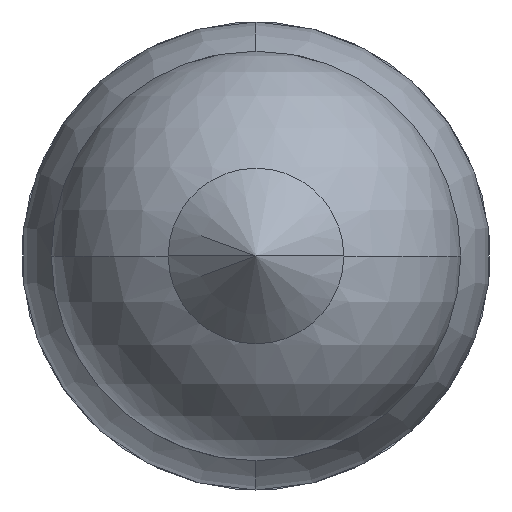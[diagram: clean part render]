
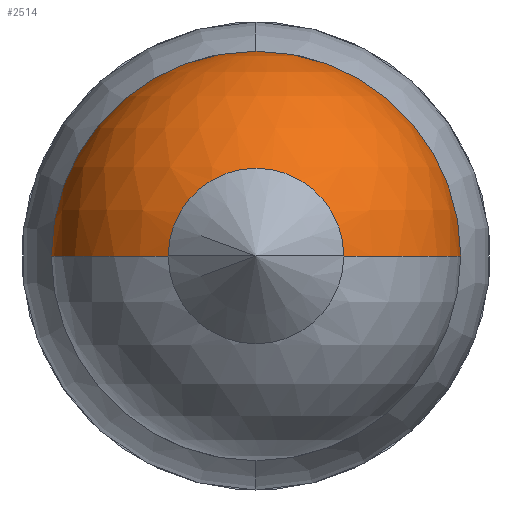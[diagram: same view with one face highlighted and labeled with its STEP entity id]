
A CAD part, front view. The second image highlights one B-rep face of the part: STEP entity #2514.
In plain terms, the highlighted spherical face has radius 0.35 mm.
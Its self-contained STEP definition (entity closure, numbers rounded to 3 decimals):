
#90 = CIRCLE ( 'NONE', #519, 0.35 ) ;
#91 = CARTESIAN_POINT ( 'NONE',  ( 0.35, -13.694, 0. ) ) ;
#98 = AXIS2_PLACEMENT_3D ( 'NONE', #1492, #420, #1066 ) ;
#179 = ORIENTED_EDGE ( 'NONE', *, *, #2200, .F. ) ;
#241 = DIRECTION ( 'NONE',  ( 0., 1., 0. ) ) ;
#362 = AXIS2_PLACEMENT_3D ( 'NONE', #2337, #1672, #1715 ) ;
#392 = CARTESIAN_POINT ( 'NONE',  ( 0.15, -14.01, 0. ) ) ;
#408 = CIRCLE ( 'NONE', #2222, 0.35 ) ;
#420 = DIRECTION ( 'NONE',  ( 0., 0., 1. ) ) ;
#493 = FACE_OUTER_BOUND ( 'NONE', #660, .T. ) ;
#502 = DIRECTION ( 'NONE',  ( 0., 0., 1. ) ) ;
#519 = AXIS2_PLACEMENT_3D ( 'NONE', #2495, #762, #565 ) ;
#565 = DIRECTION ( 'NONE',  ( -1., 0., 0. ) ) ;
#660 = EDGE_LOOP ( 'NONE', ( #2669, #2009, #2166, #2633, #179 ) ) ;
#762 = DIRECTION ( 'NONE',  ( 0., 0., -1. ) ) ;
#784 = DIRECTION ( 'NONE',  ( 0., 0., -1. ) ) ;
#932 = VERTEX_POINT ( 'NONE', #91 ) ;
#1066 = DIRECTION ( 'NONE',  ( 1., 0., 0. ) ) ;
#1241 = VERTEX_POINT ( 'NONE', #392 ) ;
#1492 = CARTESIAN_POINT ( 'NONE',  ( 0., -13.694, 0. ) ) ;
#1519 = EDGE_CURVE ( 'Defeature ausgef�hrt1_4+Defeature ausgef�hrt1_0+Defeature ausgef�hrt1_0+Defeature ausgef�hrt1_0', #1655, #932, #408, .T. ) ;
#1649 = DIRECTION ( 'NONE',  ( 1., 0., 0. ) ) ;
#1655 = VERTEX_POINT ( 'NONE', #2466 ) ;
#1672 = DIRECTION ( 'NONE',  ( 0., 1., 0. ) ) ;
#1715 = DIRECTION ( 'NONE',  ( -1., 0., 0. ) ) ;
#1737 = CARTESIAN_POINT ( 'NONE',  ( -0.35, -13.694, 0. ) ) ;
#1771 = CIRCLE ( 'NONE', #98, 0.35 ) ;
#1788 = CARTESIAN_POINT ( 'NONE',  ( 0., -13.694, 0. ) ) ;
#1817 = VERTEX_POINT ( 'NONE', #2573 ) ;
#1847 = CARTESIAN_POINT ( 'NONE',  ( 0., -13.694, 0. ) ) ;
#1923 = CIRCLE ( 'NONE', #2045, 0.35 ) ;
#2009 = ORIENTED_EDGE ( 'NONE', *, *, #2589, .T. ) ;
#2045 = AXIS2_PLACEMENT_3D ( 'NONE', #1847, #2085, #2306 ) ;
#2053 = EDGE_CURVE ( 'NONE', #1817, #2380, #90, .T. ) ;
#2085 = DIRECTION ( 'NONE',  ( 0., 1., 0. ) ) ;
#2166 = ORIENTED_EDGE ( 'NONE', *, *, #2285, .T. ) ;
#2200 = EDGE_CURVE ( 'Defeature ausgef�hrt1_4+Defeature ausgef�hrt1_0+Defeature ausgef�hrt1_0+Defeature ausgef�hrt1_0', #2380, #1655, #1923, .T. ) ;
#2222 = AXIS2_PLACEMENT_3D ( 'NONE', #1788, #241, #502 ) ;
#2285 = EDGE_CURVE ( 'NONE', #1241, #932, #1771, .T. ) ;
#2306 = DIRECTION ( 'NONE',  ( 0., 0., 1. ) ) ;
#2328 = SPHERICAL_SURFACE ( 'NONE', #2479, 0.35 ) ;
#2337 = CARTESIAN_POINT ( 'NONE',  ( 0., -14.01, 0. ) ) ;
#2380 = VERTEX_POINT ( 'NONE', #1737 ) ;
#2466 = CARTESIAN_POINT ( 'NONE',  ( 0., -13.694, 0.35 ) ) ;
#2479 = AXIS2_PLACEMENT_3D ( 'NONE', #2728, #784, #1649 ) ;
#2495 = CARTESIAN_POINT ( 'NONE',  ( 0., -13.694, 0. ) ) ;
#2514 = ADVANCED_FACE ( 'Defeature ausgef�hrt1_0', ( #493 ), #2328, .T. ) ;
#2573 = CARTESIAN_POINT ( 'NONE',  ( -0.15, -14.01, 0. ) ) ;
#2589 = EDGE_CURVE ( 'Defeature ausgef�hrt1_0+Defeature ausgef�hrt1_9+Defeature ausgef�hrt1_9+Defeature ausgef�hrt1_9', #1817, #1241, #2680, .T. ) ;
#2633 = ORIENTED_EDGE ( 'NONE', *, *, #1519, .F. ) ;
#2669 = ORIENTED_EDGE ( 'NONE', *, *, #2053, .F. ) ;
#2680 = CIRCLE ( 'NONE', #362, 0.15 ) ;
#2728 = CARTESIAN_POINT ( 'NONE',  ( 0., -13.694, 0. ) ) ;
